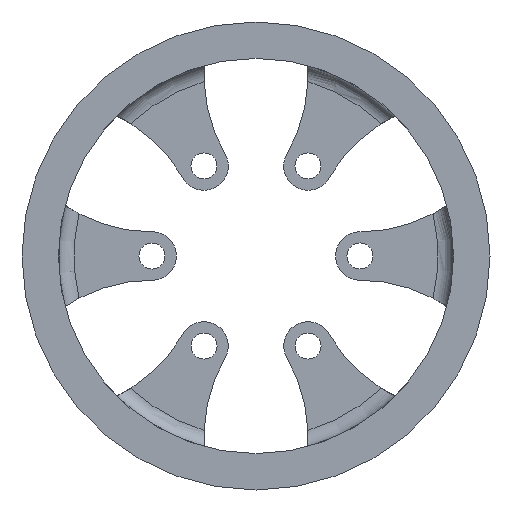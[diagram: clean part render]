
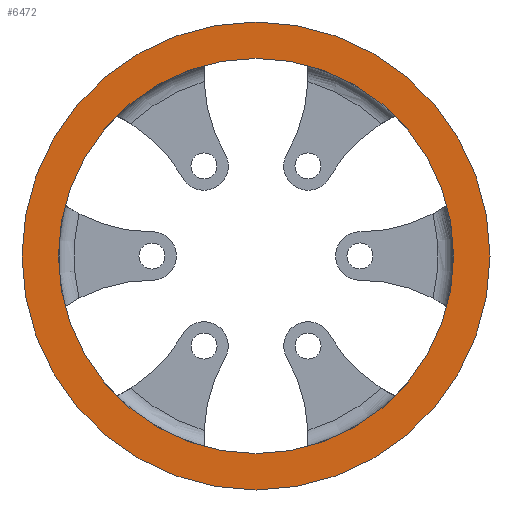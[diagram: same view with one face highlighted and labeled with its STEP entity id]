
A CAD part, front view. The second image highlights one B-rep face of the part: STEP entity #6472.
In plain terms, the highlighted planar face has unit normal (0, -1, 0).
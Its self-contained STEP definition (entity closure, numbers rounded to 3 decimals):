
#853 = CARTESIAN_POINT ( 'NONE',  ( 0., -62., -45. ) ) ;
#1066 = CIRCLE ( 'NONE', #1068, 45. ) ;
#1068 = AXIS2_PLACEMENT_3D ( 'NONE', #1893, #1894, #1895 ) ;
#1090 = CIRCLE ( 'NONE', #1095, 38. ) ;
#1095 = AXIS2_PLACEMENT_3D ( 'NONE', #1984, #1985, #1986 ) ;
#1893 = CARTESIAN_POINT ( 'NONE',  ( 0., -62., 0. ) ) ;
#1894 = DIRECTION ( 'NONE',  ( 0., -1., 0. ) ) ;
#1895 = DIRECTION ( 'NONE',  ( 0., 0., -1. ) ) ;
#1984 = CARTESIAN_POINT ( 'NONE',  ( 0., -62., 0. ) ) ;
#1985 = DIRECTION ( 'NONE',  ( 0., -1., 0. ) ) ;
#1986 = DIRECTION ( 'NONE',  ( 0., 0., -1. ) ) ;
#2043 = CARTESIAN_POINT ( 'NONE',  ( 0., -62., -38. ) ) ;
#2084 = CARTESIAN_POINT ( 'NONE',  ( 0., -62., 45. ) ) ;
#2110 = CARTESIAN_POINT ( 'NONE',  ( 0., -62., 38. ) ) ;
#2938 = CIRCLE ( 'NONE', #2941, 38. ) ;
#2941 = AXIS2_PLACEMENT_3D ( 'NONE', #3183, #3184, #3185 ) ;
#3120 = CIRCLE ( 'NONE', #3121, 45. ) ;
#3121 = AXIS2_PLACEMENT_3D ( 'NONE', #3979, #3980, #3981 ) ;
#3183 = CARTESIAN_POINT ( 'NONE',  ( 0., -62., 0. ) ) ;
#3184 = DIRECTION ( 'NONE',  ( 0., -1., 0. ) ) ;
#3185 = DIRECTION ( 'NONE',  ( 0., 0., -1. ) ) ;
#3979 = CARTESIAN_POINT ( 'NONE',  ( 0., -62., 0. ) ) ;
#3980 = DIRECTION ( 'NONE',  ( 0., -1., 0. ) ) ;
#3981 = DIRECTION ( 'NONE',  ( 0., 0., -1. ) ) ;
#4236 = FACE_BOUND ( 'NONE', #5308, .T. ) ;
#4239 = DIRECTION ( 'NONE',  ( 0., -1., 0. ) ) ;
#4241 = CARTESIAN_POINT ( 'NONE',  ( 0., -62., 0. ) ) ;
#4242 = FACE_OUTER_BOUND ( 'NONE', #5312, .T. ) ;
#4244 = PLANE ( 'NONE',  #4276 ) ;
#4246 = DIRECTION ( 'NONE',  ( 0., 0., -1. ) ) ;
#4276 = AXIS2_PLACEMENT_3D ( 'NONE', #4241, #4239, #4246 ) ;
#5119 = EDGE_CURVE ( 'NONE', #7335, #5445, #1066, .T. ) ;
#5139 = EDGE_CURVE ( 'NONE', #5471, #5404, #1090, .T. ) ;
#5308 = EDGE_LOOP ( 'NONE', ( #6106, #6107 ) ) ;
#5312 = EDGE_LOOP ( 'NONE', ( #6104, #6105 ) ) ;
#5404 = VERTEX_POINT ( 'NONE', #2043 ) ;
#5445 = VERTEX_POINT ( 'NONE', #2084 ) ;
#5471 = VERTEX_POINT ( 'NONE', #2110 ) ;
#6104 = ORIENTED_EDGE ( 'NONE', *, *, #6403, .T. ) ;
#6105 = ORIENTED_EDGE ( 'NONE', *, *, #5119, .T. ) ;
#6106 = ORIENTED_EDGE ( 'NONE', *, *, #5139, .F. ) ;
#6107 = ORIENTED_EDGE ( 'NONE', *, *, #6262, .F. ) ;
#6262 = EDGE_CURVE ( 'NONE', #5404, #5471, #2938, .T. ) ;
#6403 = EDGE_CURVE ( 'NONE', #5445, #7335, #3120, .T. ) ;
#6472 = ADVANCED_FACE ( 'NONE', ( #4242, #4236 ), #4244, .T. ) ;
#7335 = VERTEX_POINT ( 'NONE', #853 ) ;
